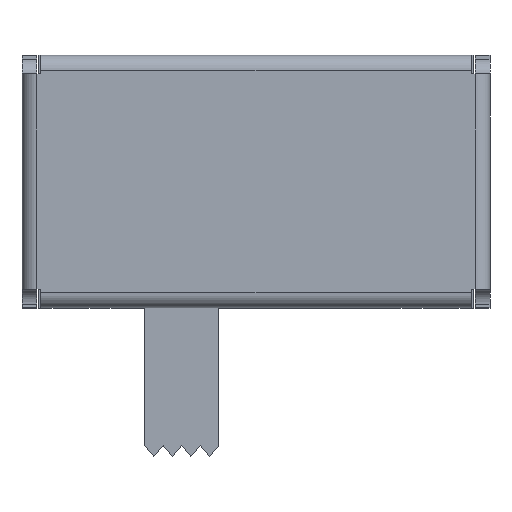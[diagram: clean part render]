
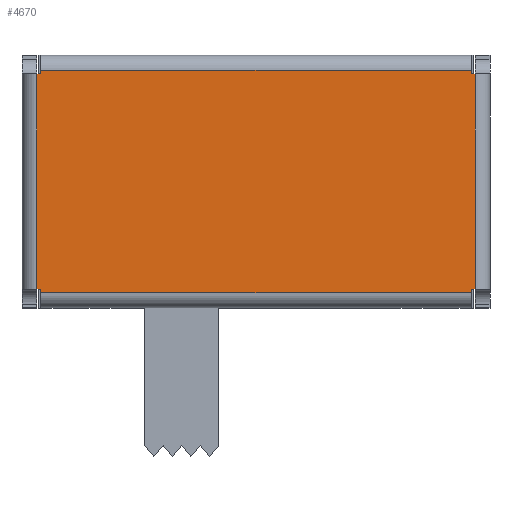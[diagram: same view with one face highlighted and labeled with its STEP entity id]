
A CAD part, top view. The second image highlights one B-rep face of the part: STEP entity #4670.
In plain terms, the highlighted planar face has unit normal (0, 0, 1).
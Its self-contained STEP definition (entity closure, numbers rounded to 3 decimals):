
#566=FACE_OUTER_BOUND('',#825,.T.);
#825=EDGE_LOOP('',(#4141,#4142,#4143,#4144,#4145,#4146,#4147,#4148,#4149,
#4150,#4151,#4152));
#1073=LINE('',#6701,#1628);
#1305=LINE('',#7245,#1860);
#1307=LINE('',#7249,#1862);
#1354=LINE('',#7371,#1909);
#1356=LINE('',#7375,#1911);
#1367=LINE('',#7402,#1922);
#1369=LINE('',#7406,#1924);
#1372=LINE('',#7414,#1927);
#1373=LINE('',#7416,#1928);
#1374=LINE('',#7418,#1929);
#1375=LINE('',#7420,#1930);
#1376=LINE('',#7422,#1931);
#1628=VECTOR('',#5358,11.6);
#1860=VECTOR('',#5942,5.8);
#1862=VECTOR('',#5946,0.099);
#1909=VECTOR('',#6067,5.8);
#1911=VECTOR('',#6071,0.099);
#1922=VECTOR('',#6112,11.6);
#1924=VECTOR('',#6116,0.099);
#1927=VECTOR('',#6127,0.099);
#1928=VECTOR('',#6130,0.099);
#1929=VECTOR('',#6133,0.099);
#1930=VECTOR('',#6136,0.099);
#1931=VECTOR('',#6139,0.099);
#2135=VERTEX_POINT('',#6642);
#2155=VERTEX_POINT('',#6698);
#2156=VERTEX_POINT('',#6700);
#2291=VERTEX_POINT('',#7237);
#2292=VERTEX_POINT('',#7241);
#2293=VERTEX_POINT('',#7247);
#2330=VERTEX_POINT('',#7363);
#2331=VERTEX_POINT('',#7367);
#2332=VERTEX_POINT('',#7373);
#2333=VERTEX_POINT('',#7398);
#2334=VERTEX_POINT('',#7404);
#2335=VERTEX_POINT('',#7412);
#2590=EDGE_CURVE('',#2156,#2155,#1073,.T.);
#2860=EDGE_CURVE('',#2292,#2291,#1305,.T.);
#2862=EDGE_CURVE('',#2291,#2293,#1307,.T.);
#2923=EDGE_CURVE('',#2330,#2331,#1354,.T.);
#2925=EDGE_CURVE('',#2331,#2332,#1356,.T.);
#2937=EDGE_CURVE('',#2333,#2135,#1367,.T.);
#2939=EDGE_CURVE('',#2135,#2334,#1369,.T.);
#2942=EDGE_CURVE('',#2155,#2335,#1372,.T.);
#2943=EDGE_CURVE('',#2334,#2330,#1373,.T.);
#2944=EDGE_CURVE('',#2293,#2333,#1374,.T.);
#2945=EDGE_CURVE('',#2335,#2292,#1375,.T.);
#2946=EDGE_CURVE('',#2332,#2156,#1376,.T.);
#4141=ORIENTED_EDGE('',*,*,#2860,.T.);
#4142=ORIENTED_EDGE('',*,*,#2862,.T.);
#4143=ORIENTED_EDGE('',*,*,#2944,.T.);
#4144=ORIENTED_EDGE('',*,*,#2937,.T.);
#4145=ORIENTED_EDGE('',*,*,#2939,.T.);
#4146=ORIENTED_EDGE('',*,*,#2943,.T.);
#4147=ORIENTED_EDGE('',*,*,#2923,.T.);
#4148=ORIENTED_EDGE('',*,*,#2925,.T.);
#4149=ORIENTED_EDGE('',*,*,#2946,.T.);
#4150=ORIENTED_EDGE('',*,*,#2590,.T.);
#4151=ORIENTED_EDGE('',*,*,#2942,.T.);
#4152=ORIENTED_EDGE('',*,*,#2945,.T.);
#4428=PLANE('',#5000);
#4670=ADVANCED_FACE('',(#566),#4428,.T.);
#5000=AXIS2_PLACEMENT_3D('',#7423,#6140,#6141);
#5358=DIRECTION('',(1.,0.,0.));
#5942=DIRECTION('',(0.,1.,0.));
#5946=DIRECTION('',(-1.,0.,0.));
#6067=DIRECTION('',(0.,-1.,0.));
#6071=DIRECTION('',(1.,0.,0.));
#6112=DIRECTION('',(-1.,0.,0.));
#6116=DIRECTION('',(0.,-1.,0.));
#6127=DIRECTION('',(0.,1.,0.));
#6130=DIRECTION('',(-1.,0.,0.));
#6133=DIRECTION('',(0.,1.,0.));
#6136=DIRECTION('',(1.,0.,0.));
#6139=DIRECTION('',(0.,-1.,0.));
#6140=DIRECTION('center_axis',(0.,0.,1.));
#6141=DIRECTION('ref_axis',(1.,0.,0.));
#6642=CARTESIAN_POINT('',(-5.8,2.999,0.));
#6698=CARTESIAN_POINT('',(5.8,-2.999,0.));
#6700=CARTESIAN_POINT('',(-5.8,-2.999,0.));
#6701=CARTESIAN_POINT('',(-5.8,-2.999,0.));
#7237=CARTESIAN_POINT('',(5.899,2.9,0.));
#7241=CARTESIAN_POINT('',(5.899,-2.9,0.));
#7245=CARTESIAN_POINT('',(5.899,-2.9,0.));
#7247=CARTESIAN_POINT('',(5.8,2.9,0.));
#7249=CARTESIAN_POINT('',(5.899,2.9,0.));
#7363=CARTESIAN_POINT('',(-5.899,2.9,0.));
#7367=CARTESIAN_POINT('',(-5.899,-2.9,0.));
#7371=CARTESIAN_POINT('',(-5.899,2.9,0.));
#7373=CARTESIAN_POINT('',(-5.8,-2.9,0.));
#7375=CARTESIAN_POINT('',(-5.899,-2.9,0.));
#7398=CARTESIAN_POINT('',(5.8,2.999,0.));
#7402=CARTESIAN_POINT('',(5.8,2.999,0.));
#7404=CARTESIAN_POINT('',(-5.8,2.9,0.));
#7406=CARTESIAN_POINT('',(-5.8,2.999,0.));
#7412=CARTESIAN_POINT('',(5.8,-2.9,0.));
#7414=CARTESIAN_POINT('',(5.8,-2.999,0.));
#7416=CARTESIAN_POINT('',(-5.8,2.9,0.));
#7418=CARTESIAN_POINT('',(5.8,2.9,0.));
#7420=CARTESIAN_POINT('',(5.8,-2.9,0.));
#7422=CARTESIAN_POINT('',(-5.8,-2.9,0.));
#7423=CARTESIAN_POINT('Origin',(0.,0.,0.));
